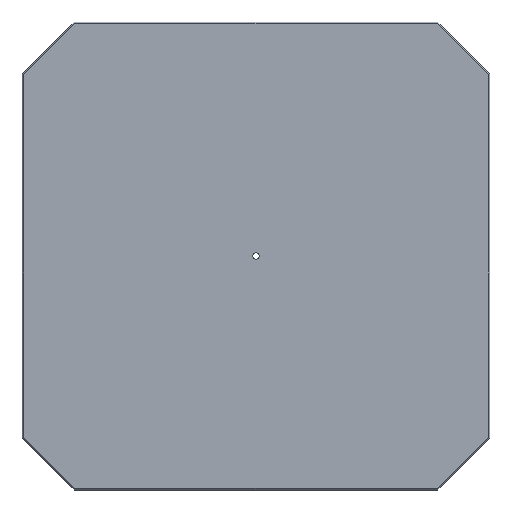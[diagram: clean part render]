
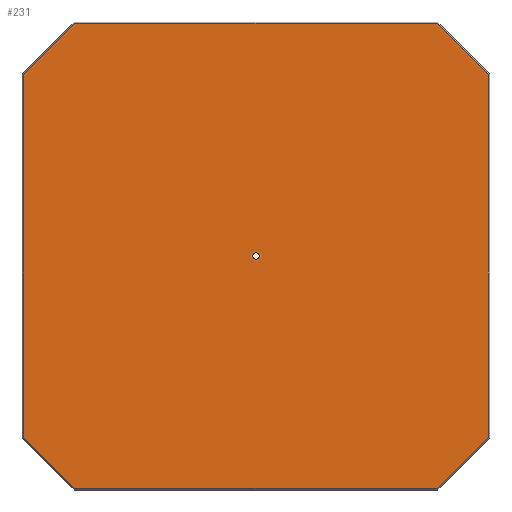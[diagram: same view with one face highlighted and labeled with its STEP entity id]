
A CAD part, top view. The second image highlights one B-rep face of the part: STEP entity #231.
In plain terms, the highlighted planar face has unit normal (0, 0, 1).
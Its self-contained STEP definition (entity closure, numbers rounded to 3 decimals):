
#149=VERTEX_POINT('',#372);
#151=EDGE_CURVE('',#225,#321,#374,.T.);
#165=VERTEX_POINT('',#388);
#173=EDGE_CURVE('',#195,#165,#398,.T.);
#187=VERTEX_POINT('',#414);
#195=VERTEX_POINT('',#422);
#209=VERTEX_POINT('',#436);
#217=EDGE_CURVE('',#209,#225,#446,.T.);
#225=VERTEX_POINT('',#455);
#231=ADVANCED_FACE('',(#461,#462),#463,.F.);
#245=EDGE_CURVE('',#165,#315,#479,.T.);
#265=EDGE_CURVE('',#149,#273,#501,.T.);
#273=VERTEX_POINT('',#509);
#285=EDGE_CURVE('',#187,#209,#523,.T.);
#287=EDGE_CURVE('',#311,#187,#525,.T.);
#299=EDGE_CURVE('',#315,#311,#539,.T.);
#309=EDGE_CURVE('',#273,#149,#552,.T.);
#311=VERTEX_POINT('',#554);
#315=VERTEX_POINT('',#559);
#321=VERTEX_POINT('',#566);
#325=EDGE_CURVE('',#321,#195,#570,.T.);
#372=CARTESIAN_POINT('',(-4.19,0.,50.2));
#374=LINE('',#623,#624);
#388=CARTESIAN_POINT('',(244.172,-313.0,50.2));
#398=LINE('',#658,#659);
#414=CARTESIAN_POINT('',(-313.0,244.172,50.2));
#422=CARTESIAN_POINT('',(313.0,-244.172,50.2));
#436=CARTESIAN_POINT('',(-244.172,313.0,50.2));
#446=LINE('',#724,#725);
#455=CARTESIAN_POINT('',(244.172,313.0,50.2));
#461=FACE_BOUND('',#744,.T.);
#462=FACE_OUTER_BOUND('',#745,.T.);
#463=PLANE('',#746);
#479=LINE('',#767,#768);
#501=CIRCLE('',#801,4.19);
#509=CARTESIAN_POINT('',(4.19,0.0,50.2));
#523=LINE('',#834,#835);
#525=LINE('',#838,#839);
#539=LINE('',#857,#858);
#552=CIRCLE('',#873,4.19);
#554=CARTESIAN_POINT('',(-313.0,-244.172,50.2));
#559=CARTESIAN_POINT('',(-244.172,-313.0,50.2));
#566=CARTESIAN_POINT('',(313.0,244.172,50.2));
#570=LINE('',#894,#895);
#623=CARTESIAN_POINT('',(243.586,313.586,50.2));
#624=VECTOR('',#926,1.0);
#658=CARTESIAN_POINT('',(313.586,-243.586,50.2));
#659=VECTOR('',#948,1.0);
#724=CARTESIAN_POINT('',(-245.0,313.0,50.2));
#725=VECTOR('',#989,1.0);
#744=EDGE_LOOP('',(#1001,#1002));
#745=EDGE_LOOP('',(#1003,#1004,#1005,#1006,#1007,#1008,#1009,#1010));
#746=AXIS2_PLACEMENT_3D('',#1011,#1012,#1013);
#767=CARTESIAN_POINT('',(245.0,-313.0,50.2));
#768=VECTOR('',#1032,1.0);
#801=AXIS2_PLACEMENT_3D('',#1054,#1055,#1056);
#834=CARTESIAN_POINT('',(-313.586,243.586,50.2));
#835=VECTOR('',#1078,1.0);
#838=CARTESIAN_POINT('',(-313.0,-245.0,50.2));
#839=VECTOR('',#1079,1.0);
#857=CARTESIAN_POINT('',(-243.586,-313.586,50.2));
#858=VECTOR('',#1100,1.0);
#873=AXIS2_PLACEMENT_3D('',#1128,#1129,#1130);
#894=CARTESIAN_POINT('',(313.0,245.0,50.2));
#895=VECTOR('',#1148,1.0);
#926=DIRECTION('',(0.707,-0.707,0.0));
#948=DIRECTION('',(-0.707,-0.707,0.0));
#989=DIRECTION('',(1.0,0.0,0.0));
#1001=ORIENTED_EDGE('',*,*,#309,.T.);
#1002=ORIENTED_EDGE('',*,*,#265,.T.);
#1003=ORIENTED_EDGE('',*,*,#173,.F.);
#1004=ORIENTED_EDGE('',*,*,#325,.F.);
#1005=ORIENTED_EDGE('',*,*,#151,.F.);
#1006=ORIENTED_EDGE('',*,*,#217,.F.);
#1007=ORIENTED_EDGE('',*,*,#285,.F.);
#1008=ORIENTED_EDGE('',*,*,#287,.F.);
#1009=ORIENTED_EDGE('',*,*,#299,.F.);
#1010=ORIENTED_EDGE('',*,*,#245,.F.);
#1011=CARTESIAN_POINT('',(0.,0.,50.2));
#1012=DIRECTION('',(0.0,0.0,-1.0));
#1013=DIRECTION('',(1.0,0.0,0.0));
#1032=DIRECTION('',(-1.0,0.0,0.0));
#1054=CARTESIAN_POINT('',(0.,0.,50.2));
#1055=DIRECTION('',(0.0,0.0,-1.0));
#1056=DIRECTION('',(1.0,0.0,0.0));
#1078=DIRECTION('',(0.707,0.707,0.0));
#1079=DIRECTION('',(0.0,1.0,0.0));
#1100=DIRECTION('',(-0.707,0.707,0.0));
#1128=CARTESIAN_POINT('',(0.,0.,50.2));
#1129=DIRECTION('',(0.0,0.0,-1.0));
#1130=DIRECTION('',(1.0,0.0,0.0));
#1148=DIRECTION('',(0.0,-1.0,0.0));
